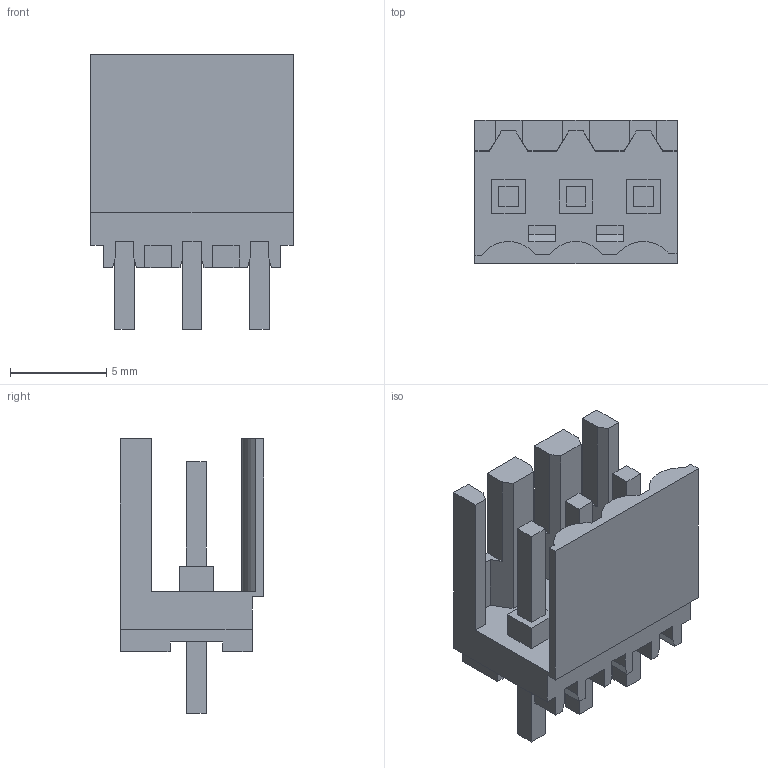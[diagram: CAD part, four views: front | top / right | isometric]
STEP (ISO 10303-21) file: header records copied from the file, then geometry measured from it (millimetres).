
FILE_DESCRIPTION(('CATIA V5 STEP Exchange','CAx-IF Rec.Pracs.--- Model Styling and Organization---1.2---2011-12-15'),'2;1');
FILE_NAME ('D1453196_0_1604780000_1604780000.stp','2018-03-13T09:52:49+00:00',('none'),('Weidmueller'),'CATIA Version 5-6 Release 2014','CATIA V5 STEP AP214','none');
FILE_SCHEMA(('AUTOMOTIVE_DESIGN { 1 0 10303 214 1 1 1 1 }'));
Length unit declared in the file: millimetre
Products named in the file (1): 1604780000
Bounding box: 10.5 x 7.45 x 14.25 mm (x, y, z)
Volume: 332.9 mm3; surface area: 983.1 mm2
Topology: 4 solids, 4 shells, 183 faces, 517 edges, 347 vertices
Faces by surface type: plane 180, cylinder 3
Entity records: 5840 total; most frequent: ORIENTED_EDGE 1034, CARTESIAN_POINT 1014, DIRECTION 815, EDGE_CURVE 517, VECTOR 511, LINE 511, VERTEX_POINT 347, EDGE_LOOP 194
